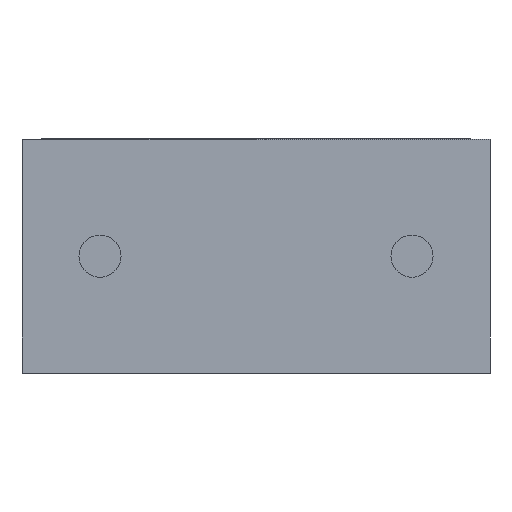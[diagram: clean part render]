
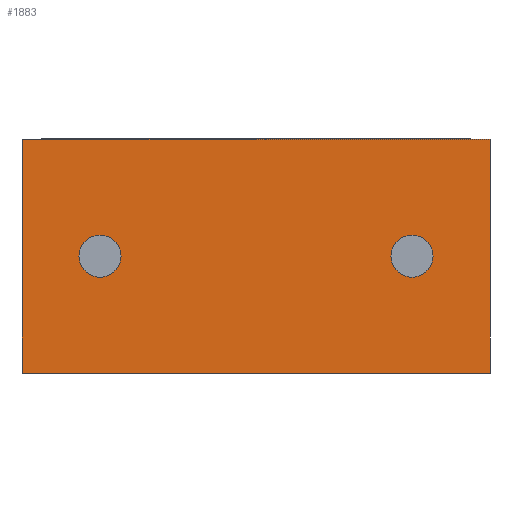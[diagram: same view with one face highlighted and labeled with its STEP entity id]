
A CAD part, front view. The second image highlights one B-rep face of the part: STEP entity #1883.
In plain terms, the highlighted planar face has unit normal (0, -1, 0).
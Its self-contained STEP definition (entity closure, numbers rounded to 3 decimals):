
#15 = DIRECTION ( 'NONE',  ( -1., 0., 0. ) ) ;
#24 = CARTESIAN_POINT ( 'NONE',  ( 1.27, 0., 1.905 ) ) ;
#73 = DIRECTION ( 'NONE',  ( 0., 0., -1. ) ) ;
#223 = CARTESIAN_POINT ( 'NONE',  ( 0., 0., 0. ) ) ;
#263 = VERTEX_POINT ( 'NONE', #805 ) ;
#294 = EDGE_CURVE ( 'NONE', #2622, #928, #3071, .T. ) ;
#300 = EDGE_CURVE ( 'NONE', #928, #1666, #1137, .T. ) ;
#304 = ORIENTED_EDGE ( 'NONE', *, *, #1205, .F. ) ;
#340 = CARTESIAN_POINT ( 'NONE',  ( 7.62, 0., 3.81 ) ) ;
#341 = CARTESIAN_POINT ( 'NONE',  ( 0., 0., 3.81 ) ) ;
#342 = VECTOR ( 'NONE', #3032, 1000. ) ;
#345 = DIRECTION ( 'NONE',  ( 0., -1., 0. ) ) ;
#349 = PLANE ( 'NONE',  #786 ) ;
#420 = AXIS2_PLACEMENT_3D ( 'NONE', #2508, #2763, #15 ) ;
#551 = EDGE_CURVE ( 'NONE', #3008, #1117, #2288, .T. ) ;
#569 = ORIENTED_EDGE ( 'NONE', *, *, #674, .F. ) ;
#588 = ORIENTED_EDGE ( 'NONE', *, *, #1329, .F. ) ;
#674 = EDGE_CURVE ( 'NONE', #263, #1093, #2398, .T. ) ;
#750 = DIRECTION ( 'NONE',  ( -1., 0., 0. ) ) ;
#758 = EDGE_CURVE ( 'NONE', #2622, #2018, #1442, .T. ) ;
#786 = AXIS2_PLACEMENT_3D ( 'NONE', #1383, #1392, #3110 ) ;
#805 = CARTESIAN_POINT ( 'NONE',  ( 0.927, 0., 1.905 ) ) ;
#928 = VERTEX_POINT ( 'NONE', #2803 ) ;
#979 = VECTOR ( 'NONE', #2038, 1000. ) ;
#1070 = DIRECTION ( 'NONE',  ( -1., 0., 0. ) ) ;
#1093 = VERTEX_POINT ( 'NONE', #1131 ) ;
#1094 = VECTOR ( 'NONE', #2259, 1000. ) ;
#1117 = VERTEX_POINT ( 'NONE', #2352 ) ;
#1131 = CARTESIAN_POINT ( 'NONE',  ( 1.613, 0., 1.905 ) ) ;
#1137 = LINE ( 'NONE', #340, #342 ) ;
#1205 = EDGE_CURVE ( 'NONE', #1117, #3008, #2195, .T. ) ;
#1238 = EDGE_LOOP ( 'NONE', ( #2067, #1367, #1663, #2820 ) ) ;
#1245 = EDGE_LOOP ( 'NONE', ( #569, #588 ) ) ;
#1249 = DIRECTION ( 'NONE',  ( 0., -1., 0. ) ) ;
#1266 = CARTESIAN_POINT ( 'NONE',  ( 0., 0., 3.81 ) ) ;
#1329 = EDGE_CURVE ( 'NONE', #1093, #263, #2472, .T. ) ;
#1367 = ORIENTED_EDGE ( 'NONE', *, *, #300, .F. ) ;
#1383 = CARTESIAN_POINT ( 'NONE',  ( 7.62, 0., 3.81 ) ) ;
#1392 = DIRECTION ( 'NONE',  ( 0., 1., 0. ) ) ;
#1442 = LINE ( 'NONE', #1266, #2353 ) ;
#1508 = CARTESIAN_POINT ( 'NONE',  ( 7.62, 0., 0. ) ) ;
#1663 = ORIENTED_EDGE ( 'NONE', *, *, #294, .F. ) ;
#1666 = VERTEX_POINT ( 'NONE', #2952 ) ;
#1689 = CARTESIAN_POINT ( 'NONE',  ( 6.35, 0., 1.905 ) ) ;
#1696 = DIRECTION ( 'NONE',  ( 0., -1., 0. ) ) ;
#1715 = AXIS2_PLACEMENT_3D ( 'NONE', #24, #1249, #750 ) ;
#1883 = ADVANCED_FACE ( 'NONE', ( #1965, #2667, #2036 ), #349, .F. ) ;
#1965 = FACE_BOUND ( 'NONE', #1245, .T. ) ;
#2009 = AXIS2_PLACEMENT_3D ( 'NONE', #2775, #345, #1070 ) ;
#2018 = VERTEX_POINT ( 'NONE', #223 ) ;
#2036 = FACE_BOUND ( 'NONE', #3014, .T. ) ;
#2038 = DIRECTION ( 'NONE',  ( 1., 0., 0. ) ) ;
#2067 = ORIENTED_EDGE ( 'NONE', *, *, #2389, .T. ) ;
#2087 = ORIENTED_EDGE ( 'NONE', *, *, #551, .F. ) ;
#2195 = CIRCLE ( 'NONE', #420, 0.343 ) ;
#2212 = LINE ( 'NONE', #1508, #1094 ) ;
#2259 = DIRECTION ( 'NONE',  ( 1., 0., 0. ) ) ;
#2288 = CIRCLE ( 'NONE', #2374, 0.343 ) ;
#2352 = CARTESIAN_POINT ( 'NONE',  ( 6.693, 0., 1.905 ) ) ;
#2353 = VECTOR ( 'NONE', #73, 1000. ) ;
#2374 = AXIS2_PLACEMENT_3D ( 'NONE', #1689, #1696, #2877 ) ;
#2389 = EDGE_CURVE ( 'NONE', #2018, #1666, #2212, .T. ) ;
#2398 = CIRCLE ( 'NONE', #1715, 0.343 ) ;
#2472 = CIRCLE ( 'NONE', #2009, 0.343 ) ;
#2508 = CARTESIAN_POINT ( 'NONE',  ( 6.35, 0., 1.905 ) ) ;
#2622 = VERTEX_POINT ( 'NONE', #341 ) ;
#2631 = CARTESIAN_POINT ( 'NONE',  ( 6.007, 0., 1.905 ) ) ;
#2667 = FACE_OUTER_BOUND ( 'NONE', #1238, .T. ) ;
#2763 = DIRECTION ( 'NONE',  ( 0., -1., 0. ) ) ;
#2775 = CARTESIAN_POINT ( 'NONE',  ( 1.27, 0., 1.905 ) ) ;
#2803 = CARTESIAN_POINT ( 'NONE',  ( 7.62, 0., 3.81 ) ) ;
#2820 = ORIENTED_EDGE ( 'NONE', *, *, #758, .T. ) ;
#2877 = DIRECTION ( 'NONE',  ( -1., 0., 0. ) ) ;
#2952 = CARTESIAN_POINT ( 'NONE',  ( 7.62, 0., 0. ) ) ;
#3008 = VERTEX_POINT ( 'NONE', #2631 ) ;
#3014 = EDGE_LOOP ( 'NONE', ( #2087, #304 ) ) ;
#3032 = DIRECTION ( 'NONE',  ( 0., 0., -1. ) ) ;
#3066 = CARTESIAN_POINT ( 'NONE',  ( 7.62, 0., 3.81 ) ) ;
#3071 = LINE ( 'NONE', #3066, #979 ) ;
#3110 = DIRECTION ( 'NONE',  ( -1., 0., 0. ) ) ;
